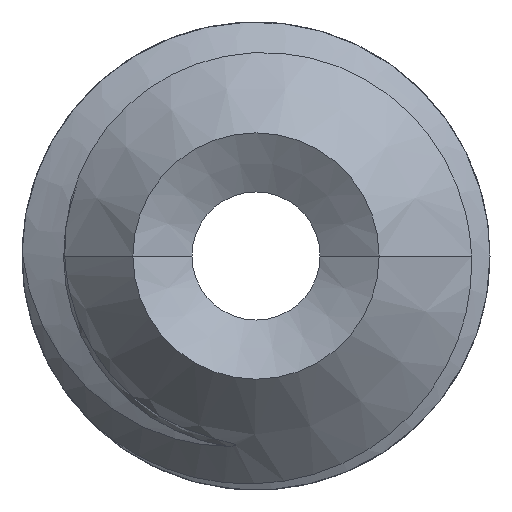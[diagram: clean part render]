
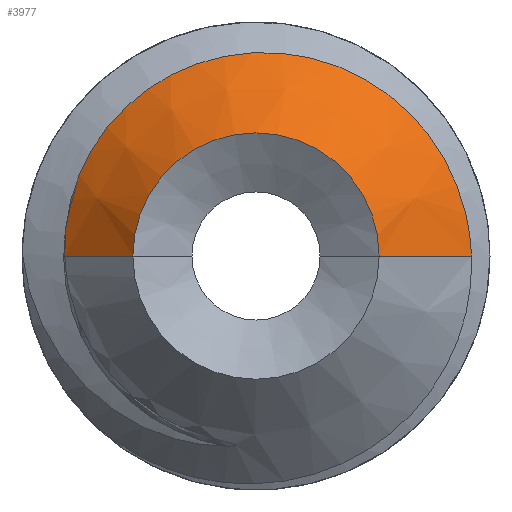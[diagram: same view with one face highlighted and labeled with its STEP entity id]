
A CAD part, left-side view. The second image highlights one B-rep face of the part: STEP entity #3977.
In plain terms, the highlighted conical face has half-angle 45 degrees and reference radius 1.746 mm.
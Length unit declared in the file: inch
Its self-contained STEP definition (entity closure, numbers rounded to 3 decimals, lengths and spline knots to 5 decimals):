
#1145=CARTESIAN_POINT('',(0.02809,0.07722,0.0116));
#1146=CARTESIAN_POINT('',(0.02825,0.07677,
0.0157));
#1147=CARTESIAN_POINT('',(0.02858,0.07523,
0.02386));
#1148=CARTESIAN_POINT('',(0.02909,0.07092,
0.03577));
#1149=CARTESIAN_POINT('',(0.02959,0.0648,
0.04678));
#1150=CARTESIAN_POINT('',(0.03009,0.05696,
0.05678));
#1151=CARTESIAN_POINT('',(0.03059,0.04747,
0.06556));
#1152=CARTESIAN_POINT('',(0.0311,0.03669,
0.07269));
#1153=CARTESIAN_POINT('',(0.03159,0.02512,
0.07797));
#1154=CARTESIAN_POINT('',(0.03209,0.0126,
0.08147));
#1155=CARTESIAN_POINT('',(0.03259,-0.00056,
0.08294));
#1156=CARTESIAN_POINT('',(0.03309,-0.01384,
0.08229));
#1157=CARTESIAN_POINT('',(0.03359,-0.02668,
0.07958));
#1158=CARTESIAN_POINT('',(0.03408,-0.03892,
0.07491));
#1159=CARTESIAN_POINT('',(0.03457,-0.05034,
0.06839));
#1160=CARTESIAN_POINT('',(0.03507,-0.06077,
0.06002));
#1161=CARTESIAN_POINT('',(0.03555,-0.06972,
0.05018));
#1162=CARTESIAN_POINT('',(0.03605,-0.0771,
0.03899));
#1163=CARTESIAN_POINT('',(0.03654,-0.08274,
0.02657));
#1164=CARTESIAN_POINT('',(0.03704,-0.08635,
0.01342));
#1165=CARTESIAN_POINT('',(0.03736,-0.08736,
0.00447));
#1166=CARTESIAN_POINT('',(0.03752,-0.08752,0.));
#1677=CARTESIAN_POINT('',(0.02764,0.07764,0.));
#1678=CARTESIAN_POINT('',(0.02771,0.07771,
0.00193));
#1679=CARTESIAN_POINT('',(0.02785,0.07771,
0.0058));
#1680=CARTESIAN_POINT('',(0.02801,0.07743,
0.00967));
#1681=CARTESIAN_POINT('',(0.02809,0.07722,0.0116));
#1683=DIRECTION('',(0.707,0.707,0.));
#1684=VECTOR('',#1683,0.03909);
#1685=CARTESIAN_POINT('',(0.,0.05,0.));
#1686=LINE('',#1685,#1684);
#1687=DIRECTION('',(0.707,-0.707,0.));
#1688=VECTOR('',#1687,0.05306);
#1689=CARTESIAN_POINT('',(0.,-0.05,0.));
#1690=LINE('',#1689,#1688);
#1691=CARTESIAN_POINT('',(0.,0.,0.));
#1692=DIRECTION('',(1.,0.,0.));
#1693=DIRECTION('',(0.,1.,0.));
#1694=AXIS2_PLACEMENT_3D('',#1691,#1692,#1693);
#1824=CARTESIAN_POINT('',(0.,0.05,0.));
#1825=CARTESIAN_POINT('',(0.02764,0.07764,0.));
#1826=VERTEX_POINT('',#1824);
#1827=VERTEX_POINT('',#1825);
#1828=CARTESIAN_POINT('',(0.,-0.05,0.));
#1829=CARTESIAN_POINT('',(0.03752,-0.08752,0.));
#1830=VERTEX_POINT('',#1828);
#1831=VERTEX_POINT('',#1829);
#1883=VERTEX_POINT('',#1681);
#3964=CARTESIAN_POINT('',(0.01876,0.,0.));
#3965=DIRECTION('',(1.,0.,0.));
#3966=DIRECTION('',(0.,-1.,0.));
#3967=AXIS2_PLACEMENT_3D('',#3964,#3965,#3966);
#3968=CONICAL_SURFACE('',#3967,0.06876,45.);
#3969=ORIENTED_EDGE('',*,*,#2861,.T.);
#3970=ORIENTED_EDGE('',*,*,#3959,.T.);
#3971=ORIENTED_EDGE('',*,*,#2841,.T.);
#3972=ORIENTED_EDGE('',*,*,#2865,.F.);
#3974=ORIENTED_EDGE('',*,*,#3973,.F.);
#3975=EDGE_LOOP('',(#3969,#3970,#3971,#3972,#3974));
#3976=FACE_OUTER_BOUND('',#3975,.F.);
#1167=B_SPLINE_CURVE_WITH_KNOTS('',3,(#1145,#1146,#1147,#1148,#1149,#1150,#1151,
#1152,#1153,#1154,#1155,#1156,#1157,#1158,#1159,#1160,#1161,#1162,#1163,#1164,
#1165,#1166),.UNSPECIFIED.,.F.,.F.,(4,1,1,1,1,1,1,1,1,1,1,1,1,1,1,1,1,1,1,4),(
0.,0.05263,0.10526,0.15789,0.21053,
0.26316,0.31579,0.36842,0.42105,
0.47368,0.52632,0.57895,0.63158,
0.68421,0.73684,0.78947,0.84211,
0.89474,0.94737,1.),.UNSPECIFIED.);
#1682=B_SPLINE_CURVE_WITH_KNOTS('',3,(#1677,#1678,#1679,#1680,#1681),
.UNSPECIFIED.,.F.,.F.,(4,1,4),(0.,0.5,1.),.UNSPECIFIED.);
#1695=CIRCLE('',#1694,0.05);
#2841=EDGE_CURVE('',#1883,#1831,#1167,.T.);
#2861=EDGE_CURVE('',#1826,#1827,#1686,.T.);
#2865=EDGE_CURVE('',#1830,#1831,#1690,.T.);
#3959=EDGE_CURVE('',#1827,#1883,#1682,.T.);
#3973=EDGE_CURVE('',#1826,#1830,#1695,.T.);
#3977=ADVANCED_FACE('',(#3976),#3968,.T.);
